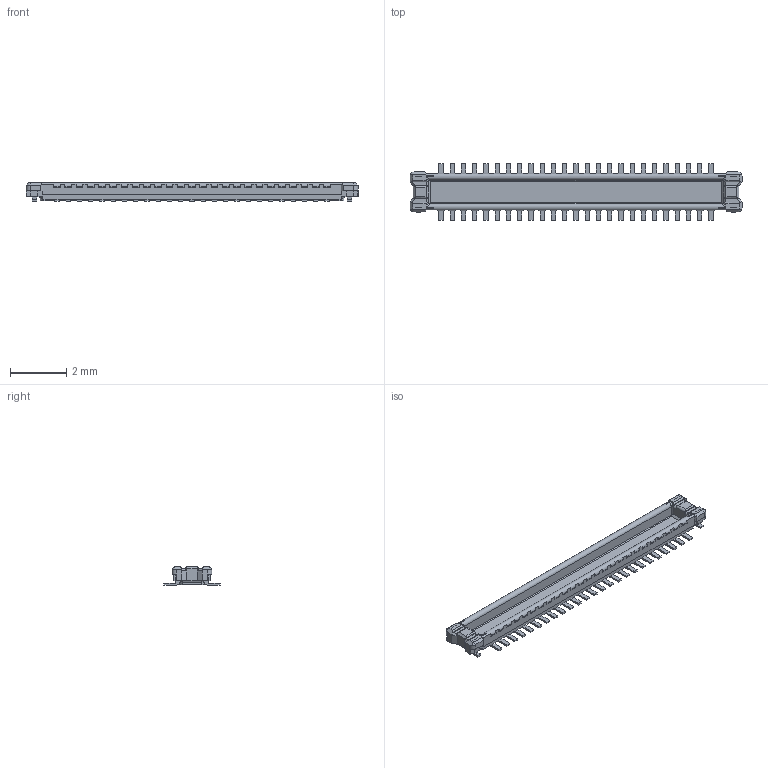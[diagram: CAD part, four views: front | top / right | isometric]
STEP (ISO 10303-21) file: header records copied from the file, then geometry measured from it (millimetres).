
FILE_DESCRIPTION (( 'STEP AP214' ), '1' );
FILE_NAME ('axe650124d.step', '2014-09-24T05:43:38', ( '' ), ( 'Panasonic Corporation 2014' ), '', '', '' );
FILE_SCHEMA (( 'AUTOMOTIVE_DESIGN' ));
Length unit declared in the file: millimetre
Products named in the file (1): axe650124d
Bounding box: 11.8 x 2 x 0.65 mm (x, y, z)
Volume: 4.7 mm3; surface area: 65.5 mm2
Topology: 1 solids, 1 shells, 804 faces, 2270 edges, 1472 vertices
Faces by surface type: plane 694, cylinder 98, cone 4, torus 4, bspline 4
Entity records: 25876 total; most frequent: CARTESIAN_POINT 5011, ORIENTED_EDGE 4532, DIRECTION 4084, EDGE_CURVE 2266, VECTOR 1938, LINE 1938, VERTEX_POINT 1472, AXIS2_PLACEMENT_3D 1073
